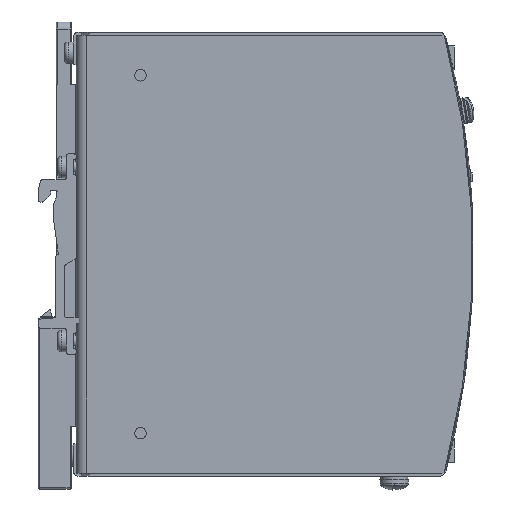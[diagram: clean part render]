
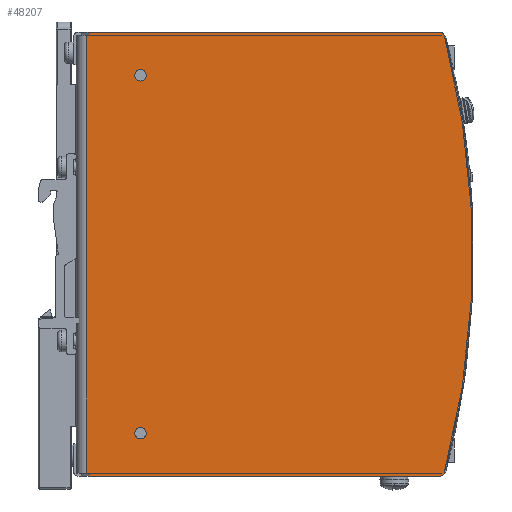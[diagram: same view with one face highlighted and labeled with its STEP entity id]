
A CAD part, front view. The second image highlights one B-rep face of the part: STEP entity #48207.
In plain terms, the highlighted planar face has unit normal (0, -1, 0).
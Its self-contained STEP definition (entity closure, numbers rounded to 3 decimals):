
#1779=DIRECTION('',(1.,0.,0.));
#1780=VECTOR('',#1779,98.017);
#1781=CARTESIAN_POINT('',(3.65,-19.5,62.));
#1782=LINE('',#1781,#1780);
#1795=CARTESIAN_POINT('',(101.667,-19.5,60.75));
#1796=DIRECTION('',(0.,1.,0.));
#1797=DIRECTION('',(0.,0.,1.));
#1798=AXIS2_PLACEMENT_3D('',#1795,#1796,#1797);
#1800=CARTESIAN_POINT('',(101.667,-19.5,60.75));
#1801=DIRECTION('',(0.,-1.,0.));
#1802=DIRECTION('',(0.967,0.,0.254));
#1803=AXIS2_PLACEMENT_3D('',#1800,#1801,#1802);
#1805=CARTESIAN_POINT('',(-130.,-19.5,0.));
#1806=DIRECTION('',(0.,-1.,0.));
#1807=DIRECTION('',(0.967,0.,-0.254));
#1808=AXIS2_PLACEMENT_3D('',#1805,#1806,#1807);
#1810=CARTESIAN_POINT('',(101.667,-19.5,-60.75));
#1811=DIRECTION('',(0.,-1.,0.));
#1812=DIRECTION('',(0.,0.,-1.));
#1813=AXIS2_PLACEMENT_3D('',#1810,#1811,#1812);
#1815=CARTESIAN_POINT('',(101.667,-19.5,-60.75));
#1816=DIRECTION('',(0.,1.,0.));
#1817=DIRECTION('',(0.6,0.,-0.8));
#1818=AXIS2_PLACEMENT_3D('',#1815,#1816,#1817);
#1820=DIRECTION('',(1.,0.,0.));
#1821=VECTOR('',#1820,98.967);
#1822=CARTESIAN_POINT('',(3.,-19.5,-61.15));
#1823=LINE('',#1822,#1821);
#1824=CARTESIAN_POINT('',(18.,-19.5,50.));
#1825=DIRECTION('',(0.,1.,0.));
#1826=DIRECTION('',(1.,0.,0.));
#1827=AXIS2_PLACEMENT_3D('',#1824,#1825,#1826);
#1829=CARTESIAN_POINT('',(18.,-19.5,50.));
#1830=DIRECTION('',(0.,1.,0.));
#1831=DIRECTION('',(-1.,0.,0.));
#1832=AXIS2_PLACEMENT_3D('',#1829,#1830,#1831);
#1834=CARTESIAN_POINT('',(18.,-19.5,-50.));
#1835=DIRECTION('',(0.,1.,0.));
#1836=DIRECTION('',(1.,0.,0.));
#1837=AXIS2_PLACEMENT_3D('',#1834,#1835,#1836);
#1839=CARTESIAN_POINT('',(18.,-19.5,-50.));
#1840=DIRECTION('',(0.,1.,0.));
#1841=DIRECTION('',(-1.,0.,0.));
#1842=AXIS2_PLACEMENT_3D('',#1839,#1840,#1841);
#1874=DIRECTION('',(1.,0.,0.));
#1875=VECTOR('',#1874,98.967);
#1876=CARTESIAN_POINT('',(3.,-19.5,61.15));
#1877=LINE('',#1876,#1875);
#2020=DIRECTION('',(1.,0.,0.));
#2021=VECTOR('',#2020,98.017);
#2022=CARTESIAN_POINT('',(3.65,-19.5,-61.25));
#2023=LINE('',#2022,#2021);
#2050=DIRECTION('',(0.,0.,1.));
#2051=VECTOR('',#2050,0.75);
#2052=CARTESIAN_POINT('',(3.65,-19.5,-62.));
#2053=LINE('',#2052,#2051);
#2070=DIRECTION('',(-1.,0.,0.));
#2071=VECTOR('',#2070,98.017);
#2072=CARTESIAN_POINT('',(101.667,-19.5,-62.));
#2073=LINE('',#2072,#2071);
#3808=DIRECTION('',(0.,0.,1.));
#3809=VECTOR('',#3808,122.3);
#3810=CARTESIAN_POINT('',(3.,-19.5,-61.15));
#3811=LINE('',#3810,#3809);
#4290=DIRECTION('',(0.,0.,1.));
#4291=VECTOR('',#4290,0.75);
#4292=CARTESIAN_POINT('',(3.65,-19.5,61.25));
#4293=LINE('',#4292,#4291);
#4306=DIRECTION('',(-1.,0.,0.));
#4307=VECTOR('',#4306,98.017);
#4308=CARTESIAN_POINT('',(101.667,-19.5,61.25));
#4309=LINE('',#4308,#4307);
#36378=CARTESIAN_POINT('',(3.,-19.5,-61.15));
#36379=CARTESIAN_POINT('',(3.,-19.5,61.15));
#36380=VERTEX_POINT('',#36378);
#36381=VERTEX_POINT('',#36379);
#36382=CARTESIAN_POINT('',(16.4,-19.5,50.));
#36384=VERTEX_POINT('',#36382);
#36386=CARTESIAN_POINT('',(19.6,-19.5,50.));
#36388=VERTEX_POINT('',#36386);
#36390=CARTESIAN_POINT('',(16.4,-19.5,-50.));
#36392=VERTEX_POINT('',#36390);
#36394=CARTESIAN_POINT('',(19.6,-19.5,-50.));
#36396=VERTEX_POINT('',#36394);
#40936=CARTESIAN_POINT('',(3.65,-19.5,62.));
#40937=VERTEX_POINT('',#40936);
#40938=CARTESIAN_POINT('',(101.667,-19.5,62.));
#40939=VERTEX_POINT('',#40938);
#40942=CARTESIAN_POINT('',(102.876,-19.5,61.067));
#40943=VERTEX_POINT('',#40942);
#40976=CARTESIAN_POINT('',(102.876,-19.5,-61.067));
#40977=VERTEX_POINT('',#40976);
#40994=CARTESIAN_POINT('',(3.65,-19.5,-61.25));
#40995=VERTEX_POINT('',#40994);
#40996=CARTESIAN_POINT('',(101.667,-19.5,-61.25));
#40997=VERTEX_POINT('',#40996);
#41014=CARTESIAN_POINT('',(3.65,-19.5,-62.));
#41015=VERTEX_POINT('',#41014);
#41018=CARTESIAN_POINT('',(3.65,-19.5,61.25));
#41019=VERTEX_POINT('',#41018);
#41026=CARTESIAN_POINT('',(101.667,-19.5,61.25));
#41027=VERTEX_POINT('',#41026);
#41028=CARTESIAN_POINT('',(101.667,-19.5,-62.));
#41029=VERTEX_POINT('',#41028);
#41050=CARTESIAN_POINT('',(101.967,-19.5,-61.15));
#41051=VERTEX_POINT('',#41050);
#41090=CARTESIAN_POINT('',(101.967,-19.5,61.15));
#41091=VERTEX_POINT('',#41090);
#48164=CARTESIAN_POINT('',(130.,-19.5,-61.15));
#48165=DIRECTION('',(0.,-1.,0.));
#48166=DIRECTION('',(0.,0.,-1.));
#48167=AXIS2_PLACEMENT_3D('',#48164,#48165,#48166);
#48168=PLANE('',#48167);
#48170=ORIENTED_EDGE('',*,*,#48169,.T.);
#48171=ORIENTED_EDGE('',*,*,#46236,.F.);
#48173=ORIENTED_EDGE('',*,*,#48172,.T.);
#48175=ORIENTED_EDGE('',*,*,#48174,.T.);
#48176=ORIENTED_EDGE('',*,*,#46756,.T.);
#48177=ORIENTED_EDGE('',*,*,#48151,.F.);
#48178=ORIENTED_EDGE('',*,*,#46339,.F.);
#48180=ORIENTED_EDGE('',*,*,#48179,.F.);
#48182=ORIENTED_EDGE('',*,*,#48181,.T.);
#48184=ORIENTED_EDGE('',*,*,#48183,.T.);
#48186=ORIENTED_EDGE('',*,*,#48185,.T.);
#48188=ORIENTED_EDGE('',*,*,#48187,.F.);
#48190=ORIENTED_EDGE('',*,*,#48189,.F.);
#48192=ORIENTED_EDGE('',*,*,#48191,.T.);
#48193=EDGE_LOOP('',(#48170,#48171,#48173,#48175,#48176,#48177,#48178,#48180,
#48182,#48184,#48186,#48188,#48190,#48192));
#48194=FACE_OUTER_BOUND('',#48193,.F.);
#48196=ORIENTED_EDGE('',*,*,#48195,.F.);
#48198=ORIENTED_EDGE('',*,*,#48197,.F.);
#48199=EDGE_LOOP('',(#48196,#48198));
#48200=FACE_BOUND('',#48199,.F.);
#48202=ORIENTED_EDGE('',*,*,#48201,.F.);
#48204=ORIENTED_EDGE('',*,*,#48203,.F.);
#48205=EDGE_LOOP('',(#48202,#48204));
#48206=FACE_BOUND('',#48205,.F.);
#48207=ADVANCED_FACE('',(#48194,#48200,#48206),#48168,.T.);
#1799=CIRCLE('',#1798,0.5);
#1804=CIRCLE('',#1803,1.25);
#1809=CIRCLE('',#1808,240.75);
#1814=CIRCLE('',#1813,1.25);
#1819=CIRCLE('',#1818,0.5);
#1828=CIRCLE('',#1827,1.6);
#1833=CIRCLE('',#1832,1.6);
#1838=CIRCLE('',#1837,1.6);
#1843=CIRCLE('',#1842,1.6);
#46236=EDGE_CURVE('',#41027,#41091,#1799,.T.);
#46339=EDGE_CURVE('',#40977,#40943,#1809,.T.);
#46756=EDGE_CURVE('',#40937,#40939,#1782,.T.);
#48151=EDGE_CURVE('',#40943,#40939,#1804,.T.);
#48169=EDGE_CURVE('',#36381,#41091,#1877,.T.);
#48172=EDGE_CURVE('',#41027,#41019,#4309,.T.);
#48174=EDGE_CURVE('',#41019,#40937,#4293,.T.);
#48179=EDGE_CURVE('',#41029,#40977,#1814,.T.);
#48181=EDGE_CURVE('',#41029,#41015,#2073,.T.);
#48183=EDGE_CURVE('',#41015,#40995,#2053,.T.);
#48185=EDGE_CURVE('',#40995,#40997,#2023,.T.);
#48187=EDGE_CURVE('',#41051,#40997,#1819,.T.);
#48189=EDGE_CURVE('',#36380,#41051,#1823,.T.);
#48191=EDGE_CURVE('',#36380,#36381,#3811,.T.);
#48195=EDGE_CURVE('',#36388,#36384,#1828,.T.);
#48197=EDGE_CURVE('',#36384,#36388,#1833,.T.);
#48201=EDGE_CURVE('',#36396,#36392,#1838,.T.);
#48203=EDGE_CURVE('',#36392,#36396,#1843,.T.);
